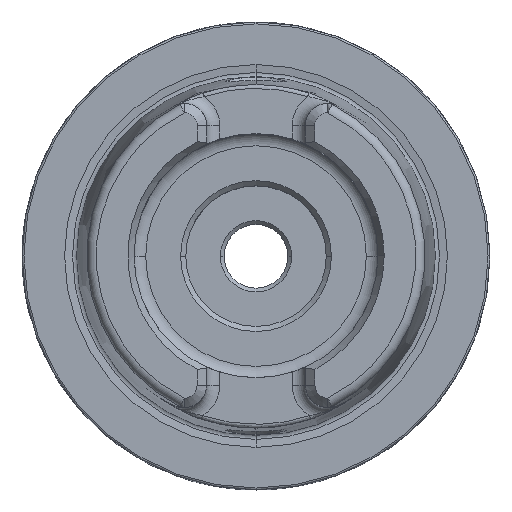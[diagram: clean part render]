
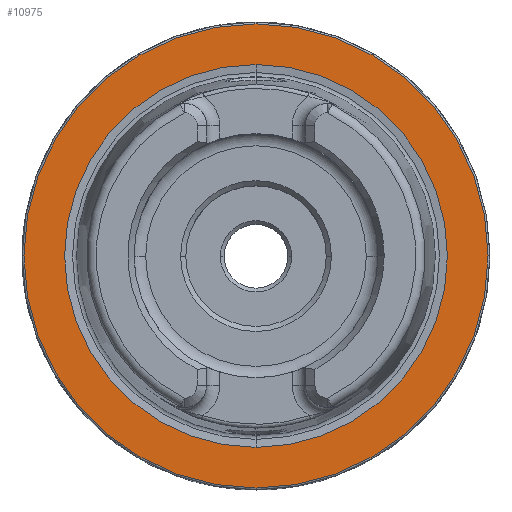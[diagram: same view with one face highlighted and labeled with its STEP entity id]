
A CAD part, top view. The second image highlights one B-rep face of the part: STEP entity #10975.
In plain terms, the highlighted planar face has unit normal (0, 0, 1).
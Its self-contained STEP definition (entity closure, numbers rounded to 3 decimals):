
#216 = CIRCLE ( 'NONE', #217, 24.775 ) ;
#217 = AXIS2_PLACEMENT_3D ( 'NONE', #17426, #9018, #662 ) ;
#662 = DIRECTION ( 'NONE',  ( 0., -1., 0. ) ) ;
#2301 = AXIS2_PLACEMENT_3D ( 'NONE', #14776, #6417, #16183 ) ;
#2337 = CARTESIAN_POINT ( 'NONE',  ( 0., 0., 0. ) ) ;
#2829 = ORIENTED_EDGE ( 'NONE', *, *, #8195, .T. ) ;
#3614 = AXIS2_PLACEMENT_3D ( 'NONE', #3752, #13496, #5133 ) ;
#3752 = CARTESIAN_POINT ( 'NONE',  ( 0., 0., 0. ) ) ;
#3780 = DIRECTION ( 'NONE',  ( 0., 1., 0. ) ) ;
#4327 = ORIENTED_EDGE ( 'NONE', *, *, #7586, .T. ) ;
#5133 = DIRECTION ( 'NONE',  ( 0., 1., 0. ) ) ;
#6417 = DIRECTION ( 'NONE',  ( 0., 0., 1. ) ) ;
#6972 = ORIENTED_EDGE ( 'NONE', *, *, #15197, .T. ) ;
#7361 = DIRECTION ( 'NONE',  ( 0., 0., 1. ) ) ;
#7545 = AXIS2_PLACEMENT_3D ( 'NONE', #2337, #12089, #3780 ) ;
#7586 = EDGE_CURVE ( 'NONE', #11132, #11872, #10167, .T. ) ;
#8061 = ORIENTED_EDGE ( 'NONE', *, *, #10626, .T. ) ;
#8195 = EDGE_CURVE ( 'NONE', #12607, #10982, #11040, .T. ) ;
#8786 = CARTESIAN_POINT ( 'NONE',  ( 0., 20.434, 0. ) ) ;
#9018 = DIRECTION ( 'NONE',  ( 0., 0., 1. ) ) ;
#9115 = PLANE ( 'NONE',  #2301 ) ;
#9181 = CARTESIAN_POINT ( 'NONE',  ( 0., -20.434, 0. ) ) ;
#9716 = CARTESIAN_POINT ( 'NONE',  ( 0., -24.775, 0. ) ) ;
#10083 = AXIS2_PLACEMENT_3D ( 'NONE', #15736, #7361, #17158 ) ;
#10167 = CIRCLE ( 'NONE', #10083, 24.775 ) ;
#10626 = EDGE_CURVE ( 'NONE', #10982, #12607, #12391, .T. ) ;
#10975 = ADVANCED_FACE ( 'NONE', ( #11068, #18131 ), #9115, .T. ) ;
#10982 = VERTEX_POINT ( 'NONE', #9181 ) ;
#11040 = CIRCLE ( 'NONE', #7545, 20.434 ) ;
#11068 = FACE_OUTER_BOUND ( 'NONE', #12207, .T. ) ;
#11132 = VERTEX_POINT ( 'NONE', #9716 ) ;
#11872 = VERTEX_POINT ( 'NONE', #17216 ) ;
#12089 = DIRECTION ( 'NONE',  ( 0., 0., -1. ) ) ;
#12207 = EDGE_LOOP ( 'NONE', ( #4327, #6972 ) ) ;
#12391 = CIRCLE ( 'NONE', #3614, 20.434 ) ;
#12607 = VERTEX_POINT ( 'NONE', #8786 ) ;
#13075 = EDGE_LOOP ( 'NONE', ( #8061, #2829 ) ) ;
#13496 = DIRECTION ( 'NONE',  ( 0., 0., -1. ) ) ;
#14776 = CARTESIAN_POINT ( 'NONE',  ( 0., 24.975, 0. ) ) ;
#15197 = EDGE_CURVE ( 'NONE', #11872, #11132, #216, .T. ) ;
#15736 = CARTESIAN_POINT ( 'NONE',  ( 0., 0., 0. ) ) ;
#16183 = DIRECTION ( 'NONE',  ( 0., -1., 0. ) ) ;
#17158 = DIRECTION ( 'NONE',  ( 0., -1., 0. ) ) ;
#17216 = CARTESIAN_POINT ( 'NONE',  ( 0., 24.775, 0. ) ) ;
#17426 = CARTESIAN_POINT ( 'NONE',  ( 0., 0., 0. ) ) ;
#18131 = FACE_BOUND ( 'NONE', #13075, .T. ) ;
